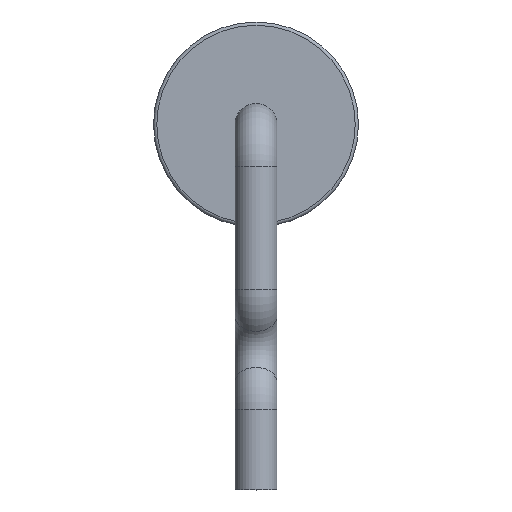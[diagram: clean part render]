
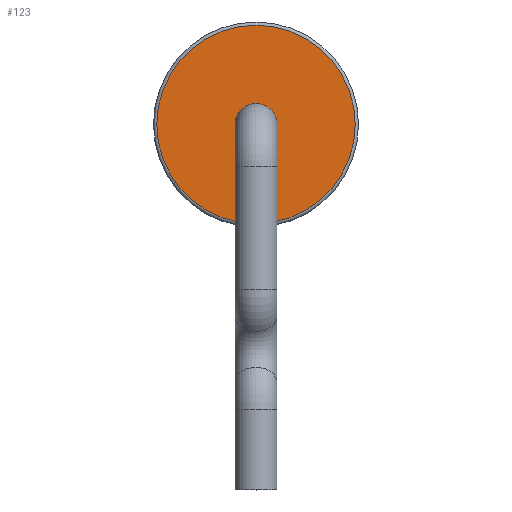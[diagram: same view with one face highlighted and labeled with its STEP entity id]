
A CAD part, left-side view. The second image highlights one B-rep face of the part: STEP entity #123.
In plain terms, the highlighted planar face has unit normal (-1, 0, 0).
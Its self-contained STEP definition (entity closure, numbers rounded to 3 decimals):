
#123=ADVANCED_FACE('',(#337),#339,.T.);
#337=FACE_BOUND('',#338,.T.);
#338=EDGE_LOOP('',(#507));
#339=PLANE('',#340);
#340=AXIS2_PLACEMENT_3D('',#341,#342,#343);
#341=CARTESIAN_POINT('',(5.41,0.,8.825));
#342=DIRECTION('',(-1.,0.,0.));
#343=DIRECTION('',(0.,0.,-1.));
#507=ORIENTED_EDGE('',*,*,#544,.F.);
#544=EDGE_CURVE('',#569,#569,#570,.T.);
#569=VERTEX_POINT('',#623);
#570=CIRCLE('',#624,3.075);
#623=CARTESIAN_POINT('',(5.41,0.,5.75));
#624=AXIS2_PLACEMENT_3D('',#625,#626,#627);
#625=CARTESIAN_POINT('',(5.41,0.,8.825));
#626=DIRECTION('',(1.,-0.,0.));
#627=DIRECTION('',(0.,0.,-1.));
